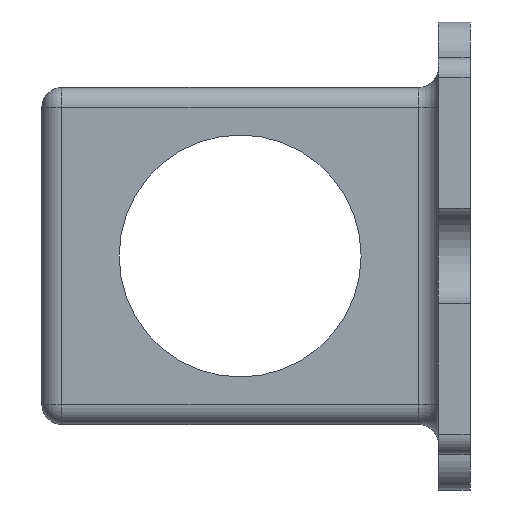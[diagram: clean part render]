
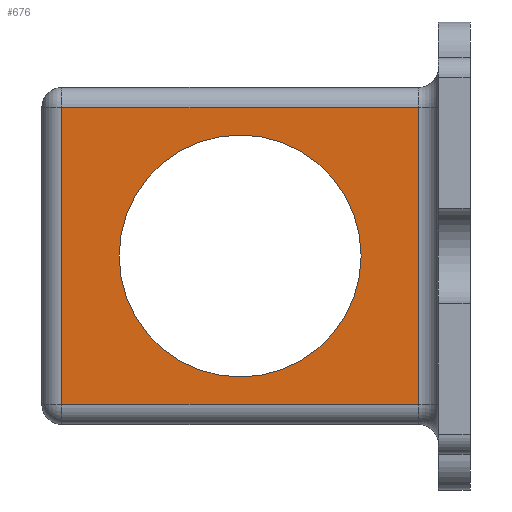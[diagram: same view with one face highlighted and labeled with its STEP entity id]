
A CAD part, left-side view. The second image highlights one B-rep face of the part: STEP entity #676.
In plain terms, the highlighted planar face has unit normal (-1, 0, 0).
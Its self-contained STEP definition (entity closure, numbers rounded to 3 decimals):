
#3 = VERTEX_POINT ( 'NONE', #1491 ) ;
#137 = FACE_OUTER_BOUND ( 'NONE', #1045, .T. ) ;
#176 = CARTESIAN_POINT ( 'NONE',  ( -7.5, 20.6, 7.5 ) ) ;
#185 = DIRECTION ( 'NONE',  ( 0., 0., -1. ) ) ;
#238 = VECTOR ( 'NONE', #185, 1000. ) ;
#253 = CARTESIAN_POINT ( 'NONE',  ( -7.5, 2.6, 7.5 ) ) ;
#324 = CARTESIAN_POINT ( 'NONE',  ( -7.5, 2.6, 7.5 ) ) ;
#327 = CARTESIAN_POINT ( 'NONE',  ( -7.5, 20.6, -8.5 ) ) ;
#344 = LINE ( 'NONE', #1072, #998 ) ;
#354 = EDGE_CURVE ( 'NONE', #732, #557, #1510, .T. ) ;
#393 = DIRECTION ( 'NONE',  ( 0., 0., 1. ) ) ;
#401 = FACE_BOUND ( 'NONE', #1141, .T. ) ;
#420 = EDGE_CURVE ( 'NONE', #669, #732, #344, .T. ) ;
#430 = ORIENTED_EDGE ( 'NONE', *, *, #518, .F. ) ;
#478 = ORIENTED_EDGE ( 'NONE', *, *, #1009, .T. ) ;
#518 = EDGE_CURVE ( 'NONE', #1329, #1329, #931, .T. ) ;
#525 = LINE ( 'NONE', #844, #1194 ) ;
#557 = VERTEX_POINT ( 'NONE', #859 ) ;
#596 = ORIENTED_EDGE ( 'NONE', *, *, #420, .T. ) ;
#627 = EDGE_CURVE ( 'NONE', #557, #3, #525, .T. ) ;
#669 = VERTEX_POINT ( 'NONE', #253 ) ;
#676 = ADVANCED_FACE ( 'NONE', ( #401, #137 ), #748, .T. ) ;
#689 = LINE ( 'NONE', #324, #1347 ) ;
#708 = DIRECTION ( 'NONE',  ( 0., 1., 0. ) ) ;
#732 = VERTEX_POINT ( 'NONE', #176 ) ;
#748 = PLANE ( 'NONE',  #1151 ) ;
#844 = CARTESIAN_POINT ( 'NONE',  ( -7.5, 21.6, -7.5 ) ) ;
#859 = CARTESIAN_POINT ( 'NONE',  ( -7.5, 20.6, -7.5 ) ) ;
#931 = CIRCLE ( 'NONE', #1025, 6.1 ) ;
#980 = CARTESIAN_POINT ( 'NONE',  ( -7.5, 21.6, 8.5 ) ) ;
#998 = VECTOR ( 'NONE', #708, 1000. ) ;
#1009 = EDGE_CURVE ( 'NONE', #3, #669, #689, .T. ) ;
#1025 = AXIS2_PLACEMENT_3D ( 'NONE', #1523, #1049, #1184 ) ;
#1045 = EDGE_LOOP ( 'NONE', ( #1497, #478, #596, #1314 ) ) ;
#1049 = DIRECTION ( 'NONE',  ( -1., 0., 0. ) ) ;
#1072 = CARTESIAN_POINT ( 'NONE',  ( -7.5, 21.6, 7.5 ) ) ;
#1088 = DIRECTION ( 'NONE',  ( 0., -1., 0. ) ) ;
#1141 = EDGE_LOOP ( 'NONE', ( #430 ) ) ;
#1151 = AXIS2_PLACEMENT_3D ( 'NONE', #980, #1457, #393 ) ;
#1184 = DIRECTION ( 'NONE',  ( 0., 0., 1. ) ) ;
#1194 = VECTOR ( 'NONE', #1088, 1000. ) ;
#1314 = ORIENTED_EDGE ( 'NONE', *, *, #354, .T. ) ;
#1329 = VERTEX_POINT ( 'NONE', #1470 ) ;
#1347 = VECTOR ( 'NONE', #1401, 1000. ) ;
#1401 = DIRECTION ( 'NONE',  ( 0., 0., 1. ) ) ;
#1457 = DIRECTION ( 'NONE',  ( -1., 0., 0. ) ) ;
#1470 = CARTESIAN_POINT ( 'NONE',  ( -7.5, 11.6, 6.1 ) ) ;
#1491 = CARTESIAN_POINT ( 'NONE',  ( -7.5, 2.6, -7.5 ) ) ;
#1497 = ORIENTED_EDGE ( 'NONE', *, *, #627, .T. ) ;
#1510 = LINE ( 'NONE', #327, #238 ) ;
#1523 = CARTESIAN_POINT ( 'NONE',  ( -7.5, 11.6, 0. ) ) ;
